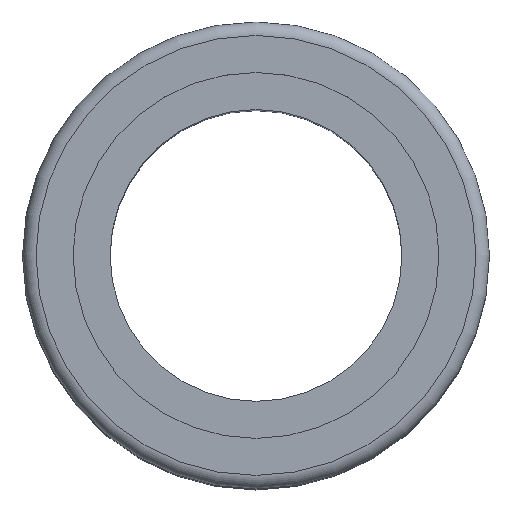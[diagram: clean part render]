
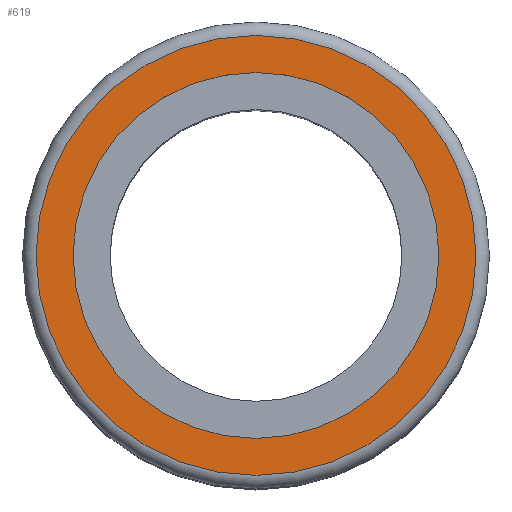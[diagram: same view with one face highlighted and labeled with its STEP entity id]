
A CAD part, top view. The second image highlights one B-rep face of the part: STEP entity #619.
In plain terms, the highlighted planar face has unit normal (0, 0, 1).
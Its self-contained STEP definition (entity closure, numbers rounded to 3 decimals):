
#74 = EDGE_LOOP ( 'NONE', ( #186 ) ) ;
#94 = EDGE_LOOP ( 'NONE', ( #134 ) ) ;
#134 = ORIENTED_EDGE ( 'NONE', *, *, #640, .T. ) ;
#186 = ORIENTED_EDGE ( 'NONE', *, *, #690, .F. ) ;
#392 = CARTESIAN_POINT ( 'NONE',  ( 0., 12.538, 22.5 ) ) ;
#393 = PLANE ( 'NONE',  #742 ) ;
#394 = DIRECTION ( 'NONE',  ( 0., 0., -1. ) ) ;
#395 = DIRECTION ( 'NONE',  ( -1., 0., 0. ) ) ;
#490 = CARTESIAN_POINT ( 'NONE',  ( 0., 0., 22.5 ) ) ;
#499 = DIRECTION ( 'NONE',  ( 0., 0., 1. ) ) ;
#500 = DIRECTION ( 'NONE',  ( 1., 0., 0. ) ) ;
#619 = ADVANCED_FACE ( 'NONE', ( #886, #889 ), #393, .F. ) ;
#640 = EDGE_CURVE ( 'NONE', #1387, #1387, #952, .T. ) ;
#690 = EDGE_CURVE ( 'NONE', #1423, #1423, #1025, .T. ) ;
#742 = AXIS2_PLACEMENT_3D ( 'NONE', #392, #394, #395 ) ;
#775 = AXIS2_PLACEMENT_3D ( 'NONE', #490, #499, #500 ) ;
#798 = AXIS2_PLACEMENT_3D ( 'NONE', #1182, #1189, #1190 ) ;
#886 = FACE_BOUND ( 'NONE', #74, .T. ) ;
#889 = FACE_OUTER_BOUND ( 'NONE', #94, .T. ) ;
#952 = CIRCLE ( 'NONE', #775, 15.076 ) ;
#1025 = CIRCLE ( 'NONE', #798, 12.538 ) ;
#1182 = CARTESIAN_POINT ( 'NONE',  ( 0., 0., 22.5 ) ) ;
#1189 = DIRECTION ( 'NONE',  ( 0., 0., 1. ) ) ;
#1190 = DIRECTION ( 'NONE',  ( 1., 0., 0. ) ) ;
#1387 = VERTEX_POINT ( 'NONE', #1399 ) ;
#1399 = CARTESIAN_POINT ( 'NONE',  ( 15.076, 0., 22.5 ) ) ;
#1423 = VERTEX_POINT ( 'NONE', #1424 ) ;
#1424 = CARTESIAN_POINT ( 'NONE',  ( 12.538, 0., 22.5 ) ) ;
